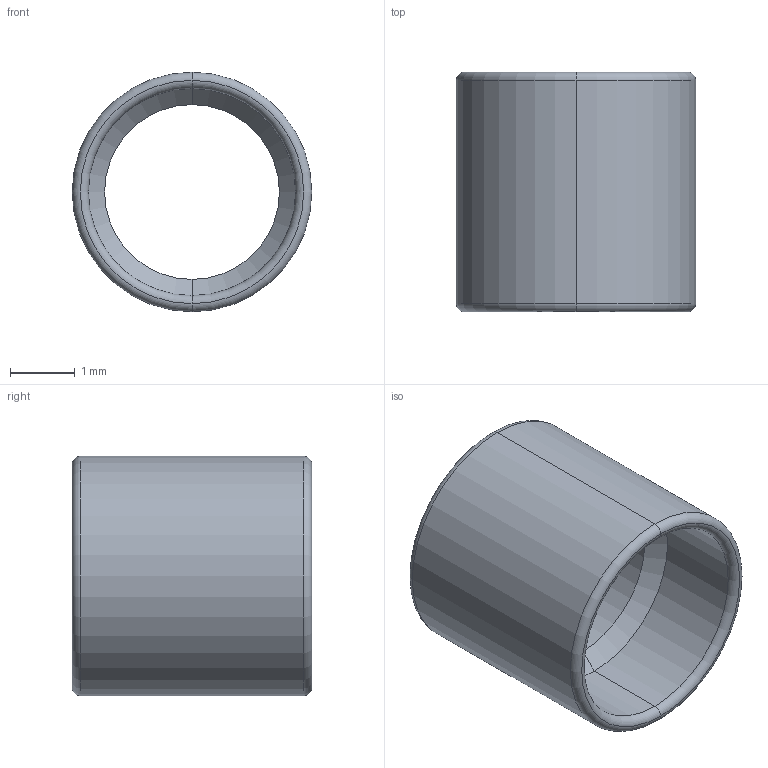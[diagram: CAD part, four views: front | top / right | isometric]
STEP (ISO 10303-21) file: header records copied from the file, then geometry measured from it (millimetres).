
FILE_DESCRIPTION(/* description */ ('VariCAD 2015-3.01 AP-214'),/* implementation_level */ '2;1');
FILE_NAME(/* name */ '0393-63-03.stp',/* time_stamp */ '2015-12-16T17:18:11-07:00',/* author */ (''),/* organization */ (''),/* preprocessor_version */ 'ST-DEVELOPER v14',/* originating_system */ 'VariCAD 2015-3.01; kernel version (20130303)',/* authorisation */ '');
FILE_SCHEMA (('AUTOMOTIVE_DESIGN'));
Length unit declared in the file: millimetre
Products named in the file (2): 0393-63-03; 0353-19-98
Assembly tree (1 placements, depth 2):
  0393-63-03
    0353-19-98
Bounding box: 3.7 x 3.7 x 3.7 mm (x, y, z)
Volume: 11.6 mm3; surface area: 84 mm2
Topology: 1 solids, 1 shells, 20 faces, 40 edges, 20 vertices
Faces by surface type: cylinder 8, torus 8, cone 4
Entity records: 570 total; most frequent: DIRECTION 116, CARTESIAN_POINT 84, ORIENTED_EDGE 80, AXIS2_PLACEMENT_3D 52, EDGE_CURVE 40, CIRCLE 28, ADVANCED_FACE 20, FACE_OUTER_BOUND 20
